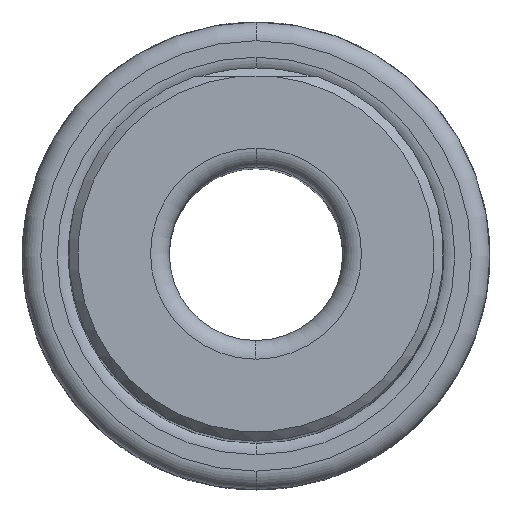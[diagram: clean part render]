
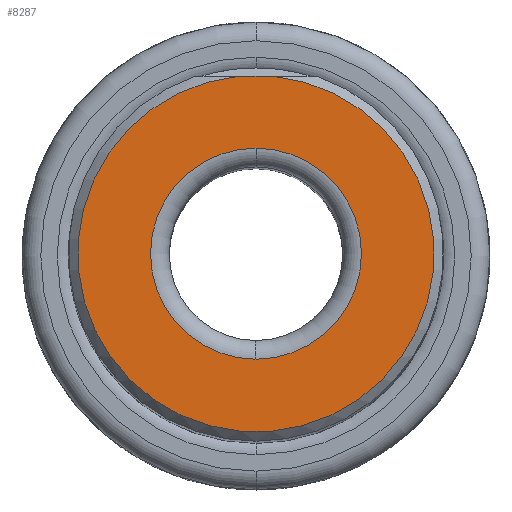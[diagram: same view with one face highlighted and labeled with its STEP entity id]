
A CAD part, top view. The second image highlights one B-rep face of the part: STEP entity #8287.
In plain terms, the highlighted planar face has unit normal (0, 0, 1).
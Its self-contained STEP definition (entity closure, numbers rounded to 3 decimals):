
#2483=CARTESIAN_POINT('',(0,0,74));
#2484=DIRECTION('',(0,0,1));
#2485=DIRECTION('',(-0.102,0.995,0));
#2486=AXIS2_PLACEMENT_3D('',#2483,#2484,#2485);
#2495=CARTESIAN_POINT('',(0,0,74));
#2496=DIRECTION('',(0,0,1));
#2497=DIRECTION('',(0,-1,0));
#2498=AXIS2_PLACEMENT_3D('',#2495,#2496,#2497);
#2500=CARTESIAN_POINT('',(0,0,74));
#2501=DIRECTION('',(0,0,1));
#2502=DIRECTION('',(0,1,0));
#2503=AXIS2_PLACEMENT_3D('',#2500,#2501,#2502);
#2505=DIRECTION('',(-1,0,0));
#2506=VECTOR('',#2505,3.894);
#2507=CARTESIAN_POINT('',(1.947,18.9,74));
#2508=LINE('',#2507,#2506);
#3409=CARTESIAN_POINT('',(0,-11.25,74));
#3410=CARTESIAN_POINT('',(0,11.25,74));
#3411=VERTEX_POINT('',#3409);
#3412=VERTEX_POINT('',#3410);
#3430=CARTESIAN_POINT('',(1.947,18.9,74));
#3431=CARTESIAN_POINT('',(-1.947,18.9,74));
#3432=VERTEX_POINT('',#3430);
#3433=VERTEX_POINT('',#3431);
#8272=CARTESIAN_POINT('',(0,0,74));
#8273=DIRECTION('',(0,0,-1));
#8274=DIRECTION('',(0,-1,0));
#8275=AXIS2_PLACEMENT_3D('',#8272,#8273,#8274);
#8276=PLANE('',#8275);
#8277=ORIENTED_EDGE('',*,*,#8249,.F.);
#8278=ORIENTED_EDGE('',*,*,#8266,.F.);
#8279=EDGE_LOOP('',(#8277,#8278));
#8280=FACE_OUTER_BOUND('',#8279,.F.);
#8282=ORIENTED_EDGE('',*,*,#8281,.T.);
#8284=ORIENTED_EDGE('',*,*,#8283,.T.);
#8285=EDGE_LOOP('',(#8282,#8284));
#8286=FACE_BOUND('',#8285,.F.);
#8287=ADVANCED_FACE('',(#8280,#8286),#8276,.F.);
#2487=CIRCLE('',#2486,19);
#2499=CIRCLE('',#2498,11.25);
#2504=CIRCLE('',#2503,11.25);
#8249=EDGE_CURVE('',#3432,#3433,#2508,.T.);
#8266=EDGE_CURVE('',#3433,#3432,#2487,.T.);
#8281=EDGE_CURVE('',#3411,#3412,#2499,.T.);
#8283=EDGE_CURVE('',#3412,#3411,#2504,.T.);
